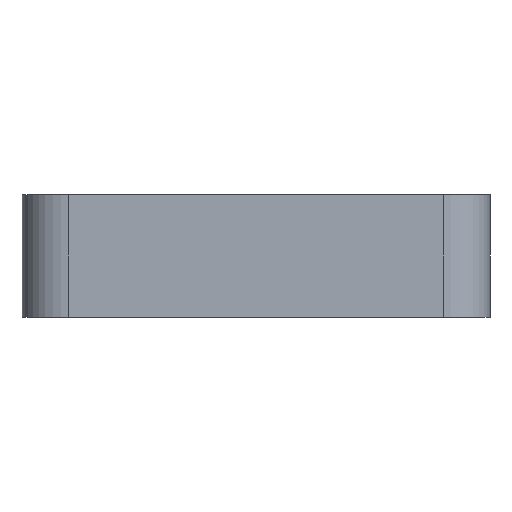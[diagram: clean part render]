
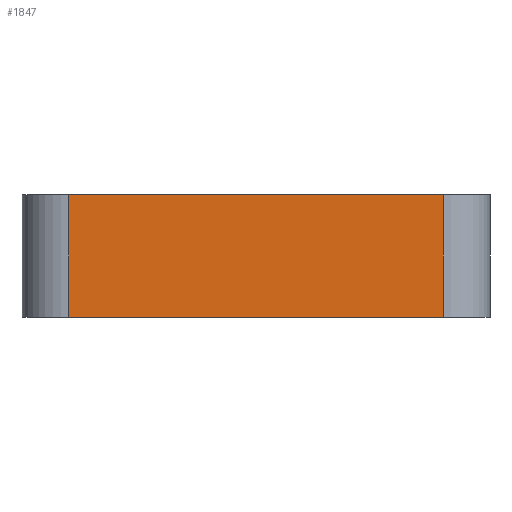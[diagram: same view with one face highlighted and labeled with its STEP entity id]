
A CAD part, front view. The second image highlights one B-rep face of the part: STEP entity #1847.
In plain terms, the highlighted planar face has unit normal (0, -1, 0).
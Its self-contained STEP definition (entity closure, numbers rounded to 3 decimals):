
#192=LINE('',#8455,#317);
#210=LINE('',#8515,#335);
#211=LINE('',#8517,#336);
#213=LINE('',#8520,#338);
#317=VECTOR('',#2401,1000.);
#335=VECTOR('',#2463,1000.);
#336=VECTOR('',#2466,1000.);
#338=VECTOR('',#2470,1000.);
#474=FACE_OUTER_BOUND('',#596,.T.);
#596=EDGE_LOOP('',(#1563,#1564,#1565,#1566));
#869=VERTEX_POINT('',#8452);
#870=VERTEX_POINT('',#8454);
#884=VERTEX_POINT('',#8501);
#890=VERTEX_POINT('',#8513);
#1108=EDGE_CURVE('',#869,#870,#192,.T.);
#1136=EDGE_CURVE('',#884,#890,#210,.T.);
#1137=EDGE_CURVE('',#869,#884,#211,.T.);
#1139=EDGE_CURVE('',#870,#890,#213,.T.);
#1563=ORIENTED_EDGE('',*,*,#1136,.T.);
#1564=ORIENTED_EDGE('',*,*,#1139,.F.);
#1565=ORIENTED_EDGE('',*,*,#1108,.F.);
#1566=ORIENTED_EDGE('',*,*,#1137,.T.);
#1746=PLANE('',#2039);
#1847=ADVANCED_FACE('',(#474),#1746,.F.);
#2039=AXIS2_PLACEMENT_3D('',#8519,#2468,#2469);
#2401=DIRECTION('',(1.,0.,0.));
#2463=DIRECTION('',(1.,0.,0.));
#2466=DIRECTION('',(0.,0.,-1.));
#2468=DIRECTION('center_axis',(0.,1.,0.));
#2469=DIRECTION('ref_axis',(-1.,0.,0.));
#2470=DIRECTION('',(0.,0.,-1.));
#8452=CARTESIAN_POINT('',(-16.,-20.,5.25));
#8454=CARTESIAN_POINT('',(16.,-20.,5.25));
#8455=CARTESIAN_POINT('',(-16.,-20.,5.25));
#8501=CARTESIAN_POINT('',(-16.,-20.,-5.25));
#8513=CARTESIAN_POINT('',(16.,-20.,-5.25));
#8515=CARTESIAN_POINT('',(-16.,-20.,-5.25));
#8517=CARTESIAN_POINT('',(-16.,-20.,5.25));
#8519=CARTESIAN_POINT('Origin',(-16.,-20.,5.25));
#8520=CARTESIAN_POINT('',(16.,-20.,5.25));
